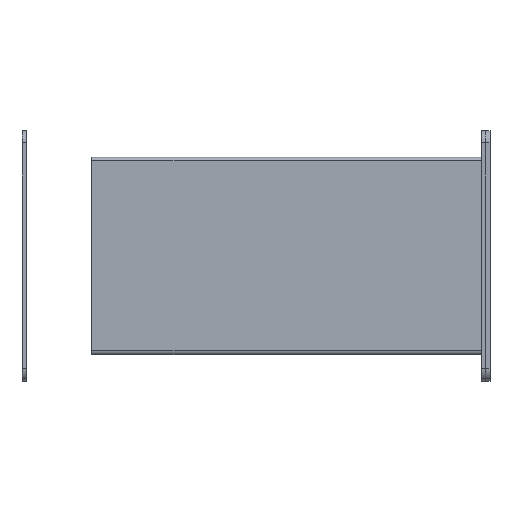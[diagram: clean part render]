
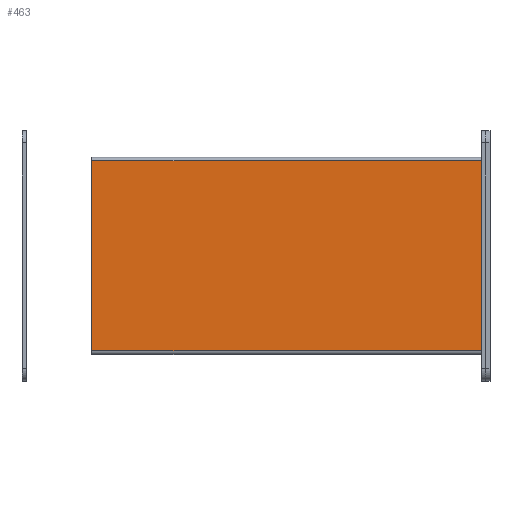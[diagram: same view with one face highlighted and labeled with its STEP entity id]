
A CAD part, top view. The second image highlights one B-rep face of the part: STEP entity #463.
In plain terms, the highlighted planar face has unit normal (0, 0, 1).
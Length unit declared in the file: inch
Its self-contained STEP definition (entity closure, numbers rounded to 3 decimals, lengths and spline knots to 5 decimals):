
#126 = PLANE ( 'NONE',  #2063 ) ;
#264 = VERTEX_POINT ( 'NONE', #3537 ) ;
#317 = CARTESIAN_POINT ( 'NONE',  ( -5.9375, 3., 3. ) ) ;
#417 = CARTESIAN_POINT ( 'NONE',  ( -5.9375, -2.892, 3. ) ) ;
#436 = CARTESIAN_POINT ( 'NONE',  ( -5.9375, 2.892, 3. ) ) ;
#463 = ADVANCED_FACE ( 'NONE', ( #2767 ), #126, .F. ) ;
#507 = VECTOR ( 'NONE', #2665, 39.37008 ) ;
#530 = DIRECTION ( 'NONE',  ( 0., 1., 0. ) ) ;
#937 = CARTESIAN_POINT ( 'NONE',  ( 5.9375, 2.927, 3. ) ) ;
#964 = CARTESIAN_POINT ( 'NONE',  ( -5.9375, -3., 3. ) ) ;
#1011 = ORIENTED_EDGE ( 'NONE', *, *, #1475, .F. ) ;
#1131 = ORIENTED_EDGE ( 'NONE', *, *, #1921, .F. ) ;
#1211 = LINE ( 'NONE', #317, #2491 ) ;
#1247 = ORIENTED_EDGE ( 'NONE', *, *, #1751, .F. ) ;
#1306 = DIRECTION ( 'NONE',  ( 0., 0., -1. ) ) ;
#1339 = VERTEX_POINT ( 'NONE', #3217 ) ;
#1475 = EDGE_CURVE ( 'NONE', #264, #2772, #1553, .T. ) ;
#1528 = CARTESIAN_POINT ( 'NONE',  ( -5.9375, 2.892, 3. ) ) ;
#1553 = LINE ( 'NONE', #417, #2668 ) ;
#1751 = EDGE_CURVE ( 'NONE', #2772, #2697, #1211, .T. ) ;
#1774 = LINE ( 'NONE', #937, #507 ) ;
#1886 = DIRECTION ( 'NONE',  ( -1., 0., 0. ) ) ;
#1921 = EDGE_CURVE ( 'NONE', #2697, #1339, #3003, .T. ) ;
#2063 = AXIS2_PLACEMENT_3D ( 'NONE', #964, #1306, #3655 ) ;
#2491 = VECTOR ( 'NONE', #530, 39.37008 ) ;
#2665 = DIRECTION ( 'NONE',  ( 0., 1., 0. ) ) ;
#2668 = VECTOR ( 'NONE', #1886, 39.37008 ) ;
#2697 = VERTEX_POINT ( 'NONE', #436 ) ;
#2767 = FACE_OUTER_BOUND ( 'NONE', #2819, .T. ) ;
#2772 = VERTEX_POINT ( 'NONE', #3681 ) ;
#2819 = EDGE_LOOP ( 'NONE', ( #1131, #1247, #1011, #3693 ) ) ;
#3003 = LINE ( 'NONE', #1528, #3780 ) ;
#3112 = EDGE_CURVE ( 'NONE', #264, #1339, #1774, .T. ) ;
#3217 = CARTESIAN_POINT ( 'NONE',  ( 5.9375, 2.892, 3. ) ) ;
#3537 = CARTESIAN_POINT ( 'NONE',  ( 5.9375, -2.892, 3. ) ) ;
#3596 = DIRECTION ( 'NONE',  ( 1., 0., 0. ) ) ;
#3655 = DIRECTION ( 'NONE',  ( 0., 1., 0. ) ) ;
#3681 = CARTESIAN_POINT ( 'NONE',  ( -5.9375, -2.892, 3. ) ) ;
#3693 = ORIENTED_EDGE ( 'NONE', *, *, #3112, .T. ) ;
#3780 = VECTOR ( 'NONE', #3596, 39.37008 ) ;
